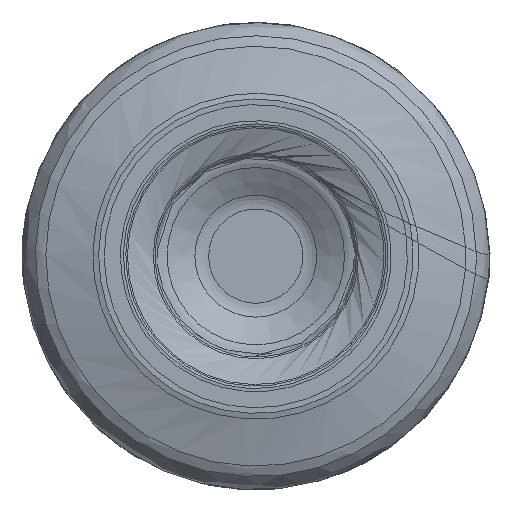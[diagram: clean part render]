
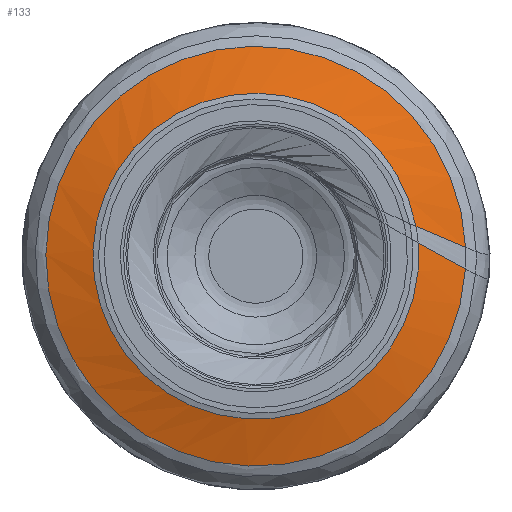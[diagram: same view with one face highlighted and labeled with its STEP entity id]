
A CAD part, left-side view. The second image highlights one B-rep face of the part: STEP entity #133.
In plain terms, the highlighted free-form (B-spline) face has degree [1, 3] with [2, 7] control points.
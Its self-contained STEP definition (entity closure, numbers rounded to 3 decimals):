
#133=ADVANCED_FACE('',(#282),#216,.F.);
#216=(
BOUNDED_SURFACE()
B_SPLINE_SURFACE(1,3,((#2027,#2028,#2029,#2030,#2031,#2032,#2033),(#2034,
#2035,#2036,#2037,#2038,#2039,#2040)),.UNSPECIFIED.,.F.,.F.,.F.)
B_SPLINE_SURFACE_WITH_KNOTS((2,2),(4,3,4),(0.,1.),(0.,0.5,1.),
 .UNSPECIFIED.)
GEOMETRIC_REPRESENTATION_ITEM()
RATIONAL_B_SPLINE_SURFACE(((1.,0.351,0.351,1.,0.351,
0.351,1.),(1.,0.351,0.351,1.,0.351,
0.351,1.)))
REPRESENTATION_ITEM('')
SURFACE()
);
#282=FACE_OUTER_BOUND('',#350,.T.);
#350=EDGE_LOOP('',(#644,#645,#646,#647));
#414=CIRCLE('',#1143,5.911);
#461=CIRCLE('',#1190,7.616);
#644=ORIENTED_EDGE('',*,*,#893,.F.);
#645=ORIENTED_EDGE('',*,*,#987,.F.);
#646=ORIENTED_EDGE('',*,*,#894,.F.);
#647=ORIENTED_EDGE('',*,*,#887,.T.);
#805=VERTEX_POINT('',#1535);
#806=VERTEX_POINT('',#1537);
#808=VERTEX_POINT('',#1566);
#809=VERTEX_POINT('',#1567);
#887=EDGE_CURVE('',#806,#805,#414,.T.);
#893=EDGE_CURVE('',#808,#805,#1036,.T.);
#894=EDGE_CURVE('',#806,#809,#1037,.T.);
#987=EDGE_CURVE('',#809,#808,#461,.T.);
#1036=LINE('',#1568,#1090);
#1037=LINE('',#1569,#1091);
#1090=VECTOR('',#1268,1.);
#1091=VECTOR('',#1269,1.);
#1143=AXIS2_PLACEMENT_3D('',#1536,#1257,#1258);
#1190=AXIS2_PLACEMENT_3D('',#2026,#1404,#1405);
#1257=DIRECTION('',(1.,0.,0.));
#1258=DIRECTION('',(0.,-0.997,0.08));
#1268=DIRECTION('',(-0.239,0.894,0.378));
#1269=DIRECTION('',(0.239,-0.85,-0.468));
#1404=DIRECTION('',(1.,0.,0.));
#1405=DIRECTION('',(0.,-0.998,-0.061));
#1535=CARTESIAN_POINT('',(0.082,-5.811,1.082));
#1536=CARTESIAN_POINT('',(0.082,0.,0.));
#1537=CARTESIAN_POINT('',(0.082,-5.892,0.475));
#1566=CARTESIAN_POINT('',(0.563,-7.61,0.322));
#1567=CARTESIAN_POINT('',(0.563,-7.602,-0.467));
#1568=CARTESIAN_POINT('',(0.082,-5.811,1.082));
#1569=CARTESIAN_POINT('',(0.082,-5.892,0.475));
#2026=CARTESIAN_POINT('',(0.563,0.,0.));
#2027=CARTESIAN_POINT('',(0.082,-5.892,0.475));
#2028=CARTESIAN_POINT('',(0.082,-6.794,-10.724));
#2029=CARTESIAN_POINT('',(0.082,4.378,-11.917));
#2030=CARTESIAN_POINT('',(0.082,5.859,-0.779));
#2031=CARTESIAN_POINT('',(0.082,7.341,10.358));
#2032=CARTESIAN_POINT('',(0.082,-3.754,12.127));
#2033=CARTESIAN_POINT('',(0.082,-5.811,1.082));
#2034=CARTESIAN_POINT('',(0.563,-7.602,-0.467));
#2035=CARTESIAN_POINT('',(0.563,-6.714,-14.917));
#2036=CARTESIAN_POINT('',(0.563,7.754,-14.404));
#2037=CARTESIAN_POINT('',(0.563,7.616,0.073));
#2038=CARTESIAN_POINT('',(0.563,7.478,14.549));
#2039=CARTESIAN_POINT('',(0.563,-6.998,14.786));
#2040=CARTESIAN_POINT('',(0.563,-7.61,0.322));
